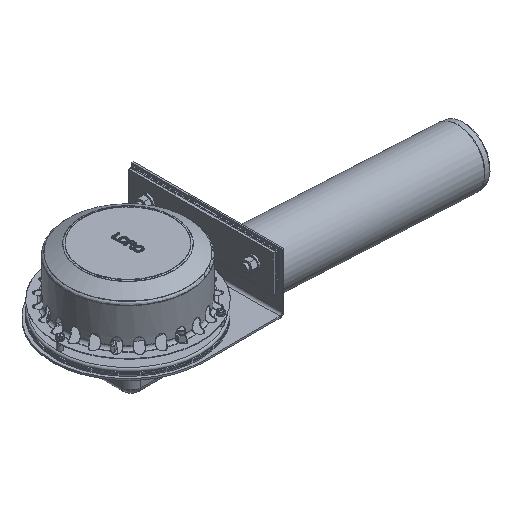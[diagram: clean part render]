
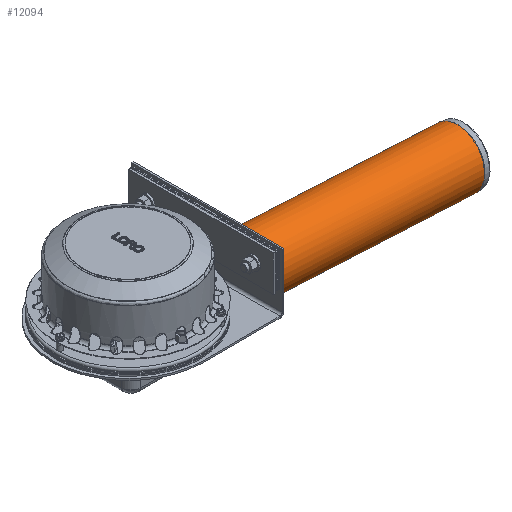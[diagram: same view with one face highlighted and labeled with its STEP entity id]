
A CAD part, isometric view. The second image highlights one B-rep face of the part: STEP entity #12094.
In plain terms, the highlighted cylindrical face has radius 508 mm (diameter 1016 mm), a full revolution.
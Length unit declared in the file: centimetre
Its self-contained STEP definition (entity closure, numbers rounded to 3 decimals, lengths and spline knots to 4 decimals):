
#356=CYLINDRICAL_SURFACE('',#13370,50.8);
#1574=CIRCLE('',#13342,50.8);
#1586=CIRCLE('',#13363,50.8);
#1587=CIRCLE('',#13364,50.8);
#1588=CIRCLE('',#13365,50.8);
#1589=CIRCLE('',#13366,50.8);
#1590=CIRCLE('',#13367,50.8);
#1591=CIRCLE('',#13368,50.8);
#2279=FACE_OUTER_BOUND('',#3071,.T.);
#3071=EDGE_LOOP('',(#10766,#10767,#10768,#10769,#10770,#10771,#10772,#10773,
#10774));
#3768=LINE('',#24942,#4487);
#4487=VECTOR('',#16448,50.8);
#5618=VERTEX_POINT('',#24247);
#5640=VERTEX_POINT('',#24926);
#5641=VERTEX_POINT('',#24927);
#5642=VERTEX_POINT('',#24930);
#5643=VERTEX_POINT('',#24932);
#5644=VERTEX_POINT('',#24934);
#5645=VERTEX_POINT('',#24936);
#7328=EDGE_CURVE('',#5618,#5618,#1574,.T.);
#7361=EDGE_CURVE('',#5640,#5641,#1586,.T.);
#7363=EDGE_CURVE('',#5641,#5642,#1587,.T.);
#7364=EDGE_CURVE('',#5642,#5643,#1588,.T.);
#7365=EDGE_CURVE('',#5643,#5644,#1589,.T.);
#7366=EDGE_CURVE('',#5644,#5645,#1590,.T.);
#7367=EDGE_CURVE('',#5645,#5640,#1591,.T.);
#7369=EDGE_CURVE('',#5618,#5643,#3768,.T.);
#10766=ORIENTED_EDGE('',*,*,#7328,.F.);
#10767=ORIENTED_EDGE('',*,*,#7369,.T.);
#10768=ORIENTED_EDGE('',*,*,#7364,.F.);
#10769=ORIENTED_EDGE('',*,*,#7363,.F.);
#10770=ORIENTED_EDGE('',*,*,#7361,.F.);
#10771=ORIENTED_EDGE('',*,*,#7367,.F.);
#10772=ORIENTED_EDGE('',*,*,#7366,.F.);
#10773=ORIENTED_EDGE('',*,*,#7365,.F.);
#10774=ORIENTED_EDGE('',*,*,#7369,.F.);
#12094=ADVANCED_FACE('',(#2279),#356,.T.);
#13342=AXIS2_PLACEMENT_3D('',#24249,#16378,#16379);
#13363=AXIS2_PLACEMENT_3D('',#24928,#16430,#16431);
#13364=AXIS2_PLACEMENT_3D('',#24931,#16433,#16434);
#13365=AXIS2_PLACEMENT_3D('',#24933,#16435,#16436);
#13366=AXIS2_PLACEMENT_3D('',#24935,#16437,#16438);
#13367=AXIS2_PLACEMENT_3D('',#24937,#16439,#16440);
#13368=AXIS2_PLACEMENT_3D('',#24938,#16441,#16442);
#13370=AXIS2_PLACEMENT_3D('',#24941,#16446,#16447);
#16378=DIRECTION('center_axis',(0.999,0.,-0.052));
#16379=DIRECTION('ref_axis',(0.052,0.,0.999));
#16430=DIRECTION('center_axis',(-0.999,0.,0.052));
#16431=DIRECTION('ref_axis',(0.,-1.,0.));
#16433=DIRECTION('center_axis',(-0.999,0.,0.052));
#16434=DIRECTION('ref_axis',(0.,-1.,0.));
#16435=DIRECTION('center_axis',(-0.999,0.,0.052));
#16436=DIRECTION('ref_axis',(0.,-1.,0.));
#16437=DIRECTION('center_axis',(-0.999,0.,0.052));
#16438=DIRECTION('ref_axis',(0.,-1.,0.));
#16439=DIRECTION('center_axis',(-0.999,0.,0.052));
#16440=DIRECTION('ref_axis',(0.,-1.,0.));
#16441=DIRECTION('center_axis',(-0.999,0.,0.052));
#16442=DIRECTION('ref_axis',(0.,-1.,0.));
#16446=DIRECTION('center_axis',(0.999,0.,-0.052));
#16447=DIRECTION('ref_axis',(0.052,0.,0.999));
#16448=DIRECTION('',(-0.999,0.,0.052));
#24247=CARTESIAN_POINT('',(727.355,0.,-95.4806));
#24249=CARTESIAN_POINT('Origin',(730.0137,0.,
-44.7502));
#24926=CARTESIAN_POINT('',(360.5196,33.4956,12.8593));
#24927=CARTESIAN_POINT('',(359.8427,44.0754,-0.0571));
#24928=CARTESIAN_POINT('Origin',(358.5208,0.,
-25.2811));
#24930=CARTESIAN_POINT('',(356.4308,31.3988,-65.1607));
#24931=CARTESIAN_POINT('Origin',(358.5208,0.,
-25.2811));
#24932=CARTESIAN_POINT('',(355.8621,0.,-76.0115));
#24933=CARTESIAN_POINT('Origin',(358.5208,0.,
-25.2811));
#24934=CARTESIAN_POINT('',(356.5219,-33.4956,-63.4215));
#24935=CARTESIAN_POINT('Origin',(358.5208,0.,
-25.2811));
#24936=CARTESIAN_POINT('',(360.6108,-31.3988,14.5985));
#24937=CARTESIAN_POINT('Origin',(358.5208,0.,
-25.2811));
#24938=CARTESIAN_POINT('Origin',(358.5208,0.,
-25.2811));
#24941=CARTESIAN_POINT('Origin',(645.6268,0.,
-40.3277));
#24942=CARTESIAN_POINT('',(642.9681,0.,-91.0581));
